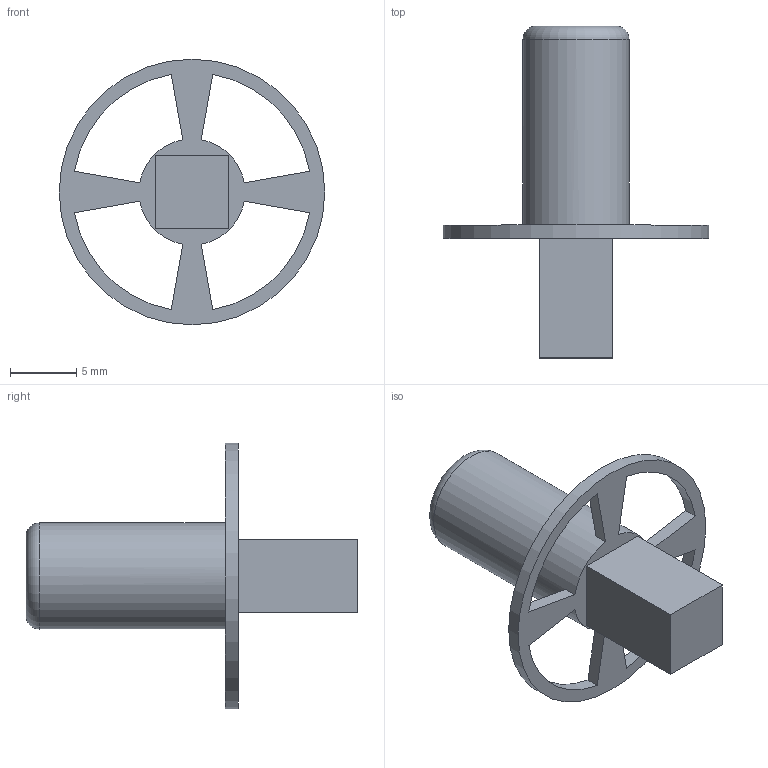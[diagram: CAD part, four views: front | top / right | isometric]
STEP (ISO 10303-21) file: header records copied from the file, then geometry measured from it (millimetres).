
FILE_DESCRIPTION(/* description */ (''),/* implementation_level */ '2;1');
FILE_NAME(/* name */ 'Module Connector (For Test).step',/* time_stamp */ '2021-06-25T11:38:45+08:00',/* author */ (''),/* organization */ (''),/* preprocessor_version */ 'ST-DEVELOPER v18.1',/* originating_system */ 'Autodesk Translation Framework v10.9.0.1377',/* authorisation */ '');
FILE_SCHEMA (('AUTOMOTIVE_DESIGN { 1 0 10303 214 3 1 1 }'));
Length unit declared in the file: millimetre
Products named in the file (2): Module Connector (For Test); Component1
Assembly tree (1 placements, depth 2):
  Module Connector (For Test)
    Component1
Bounding box: 20 x 25 x 20 mm (x, y, z)
Volume: 1176.5 mm3; surface area: 1040.8 mm2
Topology: 1 solids, 1 shells, 23 faces, 69 edges, 46 vertices
Faces by surface type: plane 16, cylinder 6, torus 1
Full cylindrical faces by diameter (mm): 8 x1, 20 x1
Entity records: 862 total; most frequent: DIRECTION 144, CARTESIAN_POINT 141, ORIENTED_EDGE 138, EDGE_CURVE 69, AXIS2_PLACEMENT_3D 49, LINE 46, VECTOR 46, VERTEX_POINT 46
